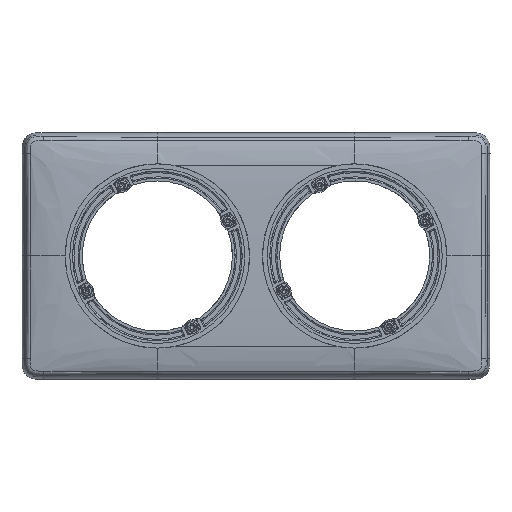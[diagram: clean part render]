
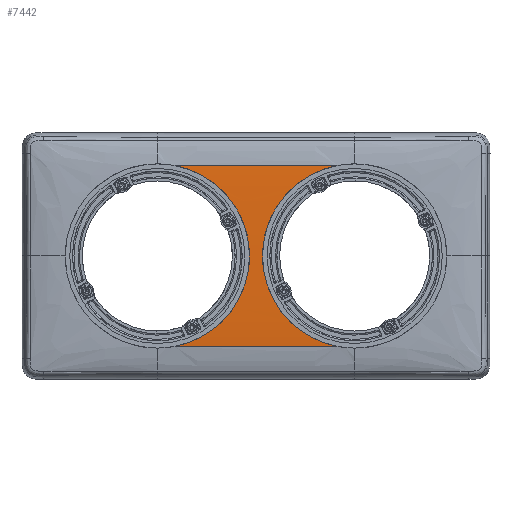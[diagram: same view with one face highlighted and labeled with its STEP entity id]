
A CAD part, top view. The second image highlights one B-rep face of the part: STEP entity #7442.
In plain terms, the highlighted face is a extrusion surface.
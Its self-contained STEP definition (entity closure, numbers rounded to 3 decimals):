
#4754=CARTESIAN_POINT('Vertex',(64.642,32.535,8.569)) ;
#4758=CARTESIAN_POINT('Control Point',(64.642,32.535,8.569)) ;
#4759=CARTESIAN_POINT('Control Point',(62.233,32.064,8.601)) ;
#4760=CARTESIAN_POINT('Control Point',(59.888,31.374,8.645)) ;
#4761=CARTESIAN_POINT('Control Point',(57.646,30.481,8.698)) ;
#4762=CARTESIAN_POINT('Control Point',(53.156,28.21,8.813)) ;
#4763=CARTESIAN_POINT('Control Point',(49.3,25.254,8.916)) ;
#4764=CARTESIAN_POINT('Control Point',(47.456,23.534,8.96)) ;
#4765=CARTESIAN_POINT('Control Point',(44.906,20.67,9.017)) ;
#4766=CARTESIAN_POINT('Control Point',(42.841,17.567,9.057)) ;
#4767=CARTESIAN_POINT('Control Point',(42.17,16.441,9.069)) ;
#4768=CARTESIAN_POINT('Control Point',(40.999,14.237,9.09)) ;
#4769=CARTESIAN_POINT('Control Point',(40.048,11.958,9.107)) ;
#4770=CARTESIAN_POINT('Control Point',(39.645,10.856,9.113)) ;
#4771=CARTESIAN_POINT('Control Point',(38.755,8.043,9.129)) ;
#4772=CARTESIAN_POINT('Control Point',(38.191,5.202,9.138)) ;
#4773=CARTESIAN_POINT('Control Point',(37.965,3.477,9.142)) ;
#4774=CARTESIAN_POINT('Control Point',(37.85,1.743,9.144)) ;
#4775=CARTESIAN_POINT('Control Point',(37.85,0.,9.144)) ;
#4776=CARTESIAN_POINT('Vertex',(37.85,0.,9.144)) ;
#4799=CARTESIAN_POINT('Control Point',(64.642,-32.535,8.569)) ;
#4800=CARTESIAN_POINT('Control Point',(61.719,-31.963,8.607)) ;
#4801=CARTESIAN_POINT('Control Point',(58.89,-31.07,8.665)) ;
#4802=CARTESIAN_POINT('Control Point',(56.225,-29.882,8.733)) ;
#4803=CARTESIAN_POINT('Control Point',(51.913,-27.378,8.848)) ;
#4804=CARTESIAN_POINT('Control Point',(48.27,-24.26,8.94)) ;
#4805=CARTESIAN_POINT('Control Point',(46.838,-22.828,8.974)) ;
#4806=CARTESIAN_POINT('Control Point',(44.837,-20.503,9.017)) ;
#4807=CARTESIAN_POINT('Control Point',(43.148,-18.023,9.051)) ;
#4808=CARTESIAN_POINT('Control Point',(42.595,-17.138,9.061)) ;
#4809=CARTESIAN_POINT('Control Point',(41.536,-15.285,9.081)) ;
#4810=CARTESIAN_POINT('Control Point',(40.637,-13.372,9.096)) ;
#4811=CARTESIAN_POINT('Control Point',(40.216,-12.37,9.104)) ;
#4812=CARTESIAN_POINT('Control Point',(39.088,-9.351,9.123)) ;
#4813=CARTESIAN_POINT('Control Point',(38.341,-6.248,9.136)) ;
#4814=CARTESIAN_POINT('Control Point',(38.012,-4.152,9.141)) ;
#4815=CARTESIAN_POINT('Control Point',(37.85,-2.07,9.144)) ;
#4816=CARTESIAN_POINT('Control Point',(37.85,0.,9.144)) ;
#4817=CARTESIAN_POINT('Vertex',(64.642,-32.535,8.57)) ;
#7351=CARTESIAN_POINT('Control Point',(0.,32.535,8.569)) ;
#7352=CARTESIAN_POINT('Control Point',(0.,31.288,8.653)) ;
#7353=CARTESIAN_POINT('Control Point',(0.,30.041,8.724)) ;
#7354=CARTESIAN_POINT('Control Point',(0.,28.797,8.783)) ;
#7355=CARTESIAN_POINT('Control Point',(0.,26.244,8.885)) ;
#7356=CARTESIAN_POINT('Control Point',(0.,23.69,8.954)) ;
#7357=CARTESIAN_POINT('Control Point',(0.,22.384,8.982)) ;
#7358=CARTESIAN_POINT('Control Point',(0.,19.77,9.029)) ;
#7359=CARTESIAN_POINT('Control Point',(0.,17.156,9.062)) ;
#7360=CARTESIAN_POINT('Control Point',(0.,15.861,9.075)) ;
#7361=CARTESIAN_POINT('Control Point',(0.,10.58,9.122)) ;
#7362=CARTESIAN_POINT('Control Point',(0.,5.3,9.142)) ;
#7363=CARTESIAN_POINT('Control Point',(0.,1.608,9.15)) ;
#7364=CARTESIAN_POINT('Control Point',(0.,-3.67,9.146)) ;
#7365=CARTESIAN_POINT('Control Point',(0.,-8.948,9.124)) ;
#7366=CARTESIAN_POINT('Control Point',(0.,-10.253,9.117)) ;
#7367=CARTESIAN_POINT('Control Point',(0.,-12.867,9.101)) ;
#7368=CARTESIAN_POINT('Control Point',(0.,-15.482,9.079)) ;
#7369=CARTESIAN_POINT('Control Point',(0.,-16.774,9.066)) ;
#7370=CARTESIAN_POINT('Control Point',(0.,-20.712,9.019)) ;
#7371=CARTESIAN_POINT('Control Point',(0.,-24.65,8.941)) ;
#7372=CARTESIAN_POINT('Control Point',(0.,-27.279,8.868)) ;
#7373=CARTESIAN_POINT('Control Point',(0.,-29.908,8.745)) ;
#7374=CARTESIAN_POINT('Control Point',(0.,-32.535,8.569)) ;
#7378=CARTESIAN_POINT('Line Origine',(35.5,32.535,8.569)) ;
#7382=CARTESIAN_POINT('Vertex',(6.358,32.535,8.569)) ;
#7386=CARTESIAN_POINT('Control Point',(6.358,32.535,8.569)) ;
#7387=CARTESIAN_POINT('Control Point',(8.767,32.064,8.601)) ;
#7388=CARTESIAN_POINT('Control Point',(11.112,31.374,8.645)) ;
#7389=CARTESIAN_POINT('Control Point',(13.354,30.481,8.698)) ;
#7390=CARTESIAN_POINT('Control Point',(17.844,28.21,8.813)) ;
#7391=CARTESIAN_POINT('Control Point',(21.7,25.254,8.916)) ;
#7392=CARTESIAN_POINT('Control Point',(23.544,23.534,8.96)) ;
#7393=CARTESIAN_POINT('Control Point',(26.094,20.67,9.017)) ;
#7394=CARTESIAN_POINT('Control Point',(28.159,17.567,9.057)) ;
#7395=CARTESIAN_POINT('Control Point',(28.83,16.441,9.069)) ;
#7396=CARTESIAN_POINT('Control Point',(30.001,14.237,9.09)) ;
#7397=CARTESIAN_POINT('Control Point',(30.952,11.958,9.107)) ;
#7398=CARTESIAN_POINT('Control Point',(31.355,10.856,9.113)) ;
#7399=CARTESIAN_POINT('Control Point',(32.245,8.043,9.129)) ;
#7400=CARTESIAN_POINT('Control Point',(32.809,5.202,9.138)) ;
#7401=CARTESIAN_POINT('Control Point',(33.035,3.477,9.142)) ;
#7402=CARTESIAN_POINT('Control Point',(33.15,1.743,9.144)) ;
#7403=CARTESIAN_POINT('Control Point',(33.15,0.,9.144)) ;
#7404=CARTESIAN_POINT('Vertex',(33.15,0.,9.144)) ;
#7408=CARTESIAN_POINT('Control Point',(6.358,-32.535,8.569)) ;
#7409=CARTESIAN_POINT('Control Point',(9.281,-31.963,8.607)) ;
#7410=CARTESIAN_POINT('Control Point',(12.11,-31.07,8.665)) ;
#7411=CARTESIAN_POINT('Control Point',(14.775,-29.882,8.733)) ;
#7412=CARTESIAN_POINT('Control Point',(19.087,-27.378,8.848)) ;
#7413=CARTESIAN_POINT('Control Point',(22.73,-24.26,8.94)) ;
#7414=CARTESIAN_POINT('Control Point',(24.162,-22.828,8.974)) ;
#7415=CARTESIAN_POINT('Control Point',(26.163,-20.503,9.017)) ;
#7416=CARTESIAN_POINT('Control Point',(27.852,-18.023,9.051)) ;
#7417=CARTESIAN_POINT('Control Point',(28.405,-17.138,9.061)) ;
#7418=CARTESIAN_POINT('Control Point',(29.464,-15.285,9.081)) ;
#7419=CARTESIAN_POINT('Control Point',(30.363,-13.372,9.096)) ;
#7420=CARTESIAN_POINT('Control Point',(30.784,-12.37,9.104)) ;
#7421=CARTESIAN_POINT('Control Point',(31.912,-9.351,9.123)) ;
#7422=CARTESIAN_POINT('Control Point',(32.659,-6.248,9.136)) ;
#7423=CARTESIAN_POINT('Control Point',(32.988,-4.152,9.141)) ;
#7424=CARTESIAN_POINT('Control Point',(33.15,-2.07,9.144)) ;
#7425=CARTESIAN_POINT('Control Point',(33.15,0.,9.144)) ;
#7426=CARTESIAN_POINT('Vertex',(6.358,-32.535,8.57)) ;
#7429=CARTESIAN_POINT('Line Origine',(35.5,-32.535,8.569)) ;
#7375=DIRECTION('Vector Direction',(1.,0.,0.)) ;
#7379=DIRECTION('Vector Direction',(1.,0.,0.)) ;
#7430=DIRECTION('Vector Direction',(1.,0.,0.)) ;
#7376=VECTOR('Extrusion Surface Vector',#7375,1.) ;
#7380=VECTOR('Line Direction',#7379,1.) ;
#7431=VECTOR('Line Direction',#7430,1.) ;
#7435=ORIENTED_EDGE('',*,*,#7384,.F.) ;
#7436=ORIENTED_EDGE('',*,*,#7406,.T.) ;
#7437=ORIENTED_EDGE('',*,*,#7428,.F.) ;
#7438=ORIENTED_EDGE('',*,*,#7433,.T.) ;
#7439=ORIENTED_EDGE('',*,*,#4819,.T.) ;
#7440=ORIENTED_EDGE('',*,*,#4778,.F.) ;
#7442=ADVANCED_FACE('Corps principal',(#7441),#7377,.T.) ;
#4757=B_SPLINE_CURVE_WITH_KNOTS('',5,(#4758,#4759,#4760,#4761,#4762,#4763,#4764,#4765,#4766,#4767,#4768,#4769,#4770,#4771,#4772,#4773,#4774,#4775),.UNSPECIFIED.,.F.,.U.,(6,3,3,3,3,6),(0.,17.518,37.204,48.07,58.028,73.331),.UNSPECIFIED.) ;
#4798=B_SPLINE_CURVE_WITH_KNOTS('',5,(#4799,#4800,#4801,#4802,#4803,#4804,#4805,#4806,#4807,#4808,#4809,#4810,#4811,#4812,#4813,#4814,#4815,#4816),.UNSPECIFIED.,.F.,.U.,(6,3,3,3,3,6),(0.,21.256,37.201,45.812,54.959,73.133),.UNSPECIFIED.) ;
#7350=B_SPLINE_CURVE_WITH_KNOTS('',5,(#7351,#7352,#7353,#7354,#7355,#7356,#7357,#7358,#7359,#7360,#7361,#7362,#7363,#7364,#7365,#7366,#7367,#7368,#7369,#7370,#7371,#7372,#7373,#7374),.UNSPECIFIED.,.F.,.U.,(6,3,3,3,3,3,3,6),(0.147,8.974,18.209,27.458,55.548,64.779,74.033,92.628),.UNSPECIFIED.) ;
#7385=B_SPLINE_CURVE_WITH_KNOTS('',5,(#7386,#7387,#7388,#7389,#7390,#7391,#7392,#7393,#7394,#7395,#7396,#7397,#7398,#7399,#7400,#7401,#7402,#7403),.UNSPECIFIED.,.F.,.U.,(6,3,3,3,3,6),(0.,17.518,37.204,48.07,58.028,73.331),.UNSPECIFIED.) ;
#7407=B_SPLINE_CURVE_WITH_KNOTS('',5,(#7408,#7409,#7410,#7411,#7412,#7413,#7414,#7415,#7416,#7417,#7418,#7419,#7420,#7421,#7422,#7423,#7424,#7425),.UNSPECIFIED.,.F.,.U.,(6,3,3,3,3,6),(0.,21.256,37.201,45.812,54.959,73.133),.UNSPECIFIED.) ;
#4778=EDGE_CURVE('',#4755,#4777,#4757,.T.) ;
#4819=EDGE_CURVE('',#4818,#4777,#4798,.T.) ;
#7384=EDGE_CURVE('',#7383,#4755,#7381,.T.) ;
#7406=EDGE_CURVE('',#7383,#7405,#7385,.T.) ;
#7428=EDGE_CURVE('',#7427,#7405,#7407,.T.) ;
#7433=EDGE_CURVE('',#7427,#4818,#7432,.T.) ;
#7434=EDGE_LOOP('',(#7435,#7436,#7437,#7438,#7439,#7440)) ;
#7441=FACE_OUTER_BOUND('',#7434,.T.) ;
#7381=LINE('Line',#7378,#7380) ;
#7432=LINE('Line',#7429,#7431) ;
#7377=SURFACE_OF_LINEAR_EXTRUSION('generated tabulated cylinder',#7350,#7376) ;
#4755=VERTEX_POINT('',#4754) ;
#4777=VERTEX_POINT('',#4776) ;
#4818=VERTEX_POINT('',#4817) ;
#7383=VERTEX_POINT('',#7382) ;
#7405=VERTEX_POINT('',#7404) ;
#7427=VERTEX_POINT('',#7426) ;
